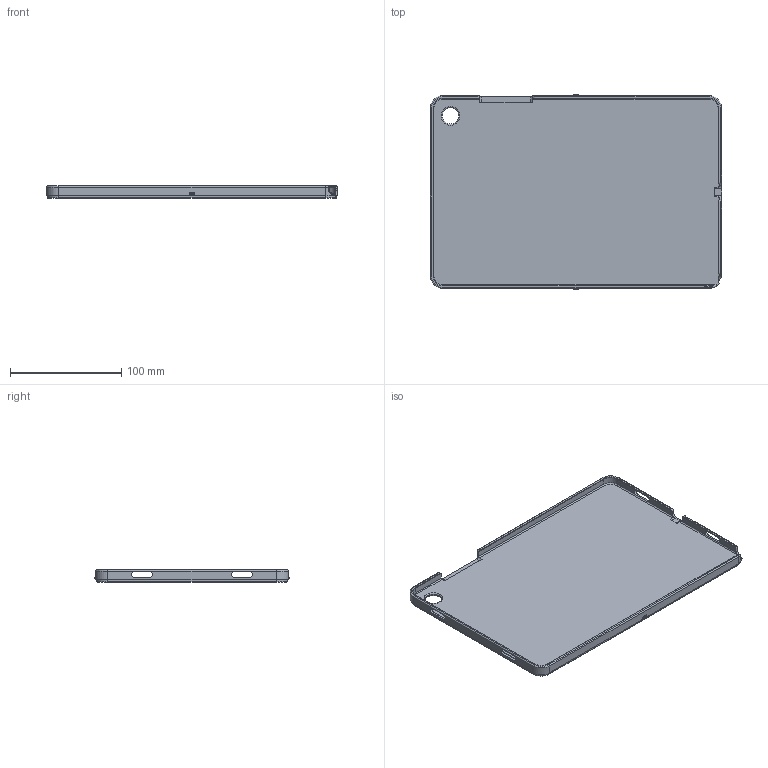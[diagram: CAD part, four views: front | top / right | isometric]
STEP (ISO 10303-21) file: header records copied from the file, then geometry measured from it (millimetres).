
FILE_DESCRIPTION (( 'STEP AP214' ), '1' );
FILE_NAME ('Case1 Back.STEP', '2025-06-02T05:16:33', ( '' ), ( '' ), 'SwSTEP 2.0', 'SolidWorks 2024', '' );
FILE_SCHEMA (( 'AUTOMOTIVE_DESIGN' ));
Length unit declared in the file: inch
Products named in the file (1): Case1 Back
Bounding box: 261.32 x 174.6 x 11 mm (x, y, z)
Volume: 168174.6 mm3; surface area: 103690.8 mm2
Topology: 1 solids, 1 shells, 147 faces, 400 edges, 250 vertices
Faces by surface type: cylinder 65, plane 58, torus 20, cone 2, bspline 1, sphere 1
Entity records: 4922 total; most frequent: CARTESIAN_POINT 1134, DIRECTION 806, ORIENTED_EDGE 796, EDGE_CURVE 398, AXIS2_PLACEMENT_3D 295, VERTEX_POINT 249, LINE 216, VECTOR 216
